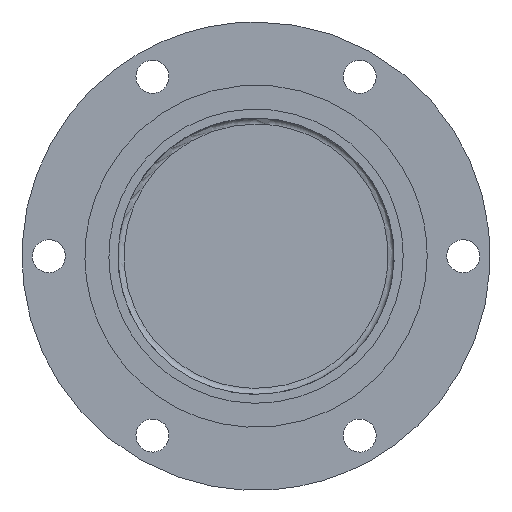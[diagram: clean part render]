
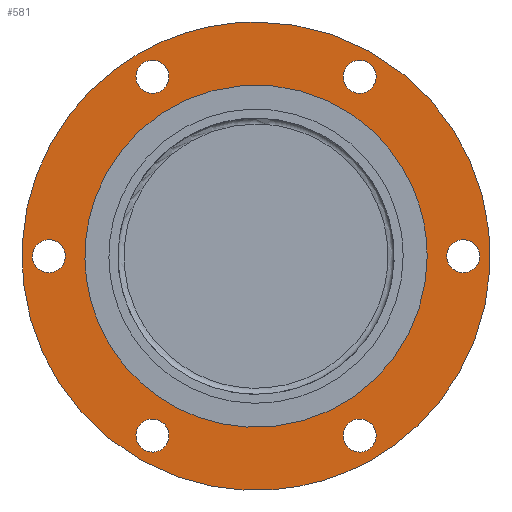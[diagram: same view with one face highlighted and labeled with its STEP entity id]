
A CAD part, left-side view. The second image highlights one B-rep face of the part: STEP entity #581.
In plain terms, the highlighted planar face has unit normal (-1, 0, 0).
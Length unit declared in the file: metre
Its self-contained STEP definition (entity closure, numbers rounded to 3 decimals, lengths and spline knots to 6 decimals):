
#12=PLANE('',#13);
#13=AXIS2_PLACEMENT_3D('',#14,#15,#16);
#14=CARTESIAN_POINT('',(0.0,0.0,0.039));
#15=DIRECTION('',(-1.0,0.0,0.0));
#16=DIRECTION('',(0.0,0.0,1.0));
#185=CARTESIAN_POINT('',(0.0,-0.0285,0.0));
#189=EDGE_CURVE('',#190,#190,#192,.T.);
#190=VERTEX_POINT('',#191);
#191=CARTESIAN_POINT('',(0.0,-0.0285,0.0));
#192=(B_SPLINE_CURVE(3,(#185,#193,#194,#195,#196,#197,#198),.UNSPECIFIED.,
  .T.,.U.)B_SPLINE_CURVE_WITH_KNOTS((4,3,4),(0.0,0.5,1.0),.UNSPECIFIED.)BOUNDED_CURVE(
  )CURVE()GEOMETRIC_REPRESENTATION_ITEM()RATIONAL_B_SPLINE_CURVE((1.0,
  0.333,0.333,1.0,0.333,
  0.333,1.0))REPRESENTATION_ITEM(''));
#193=CARTESIAN_POINT('',(0.0,-0.0285,-0.057));
#194=CARTESIAN_POINT('',(0.0,0.0285,-0.057));
#195=CARTESIAN_POINT('',(0.0,0.0285,-0.0));
#196=CARTESIAN_POINT('',(0.0,0.0285,0.057));
#197=CARTESIAN_POINT('',(0.0,-0.0285,0.057));
#198=CARTESIAN_POINT('',(0.0,-0.0285,0.0));
#368=VERTEX_POINT('',#369);
#369=CARTESIAN_POINT('',(0.0,0.0,0.039));
#377=CARTESIAN_POINT('',(0.0,0.0,0.039));
#378=EDGE_CURVE('',#368,#368,#379,.T.);
#379=(B_SPLINE_CURVE(3,(#377,#380,#381,#382,#383,#384,#385),.UNSPECIFIED.,
  .T.,.U.)B_SPLINE_CURVE_WITH_KNOTS((4,3,4),(0.0,0.5,1.0),.UNSPECIFIED.)BOUNDED_CURVE(
  )CURVE()GEOMETRIC_REPRESENTATION_ITEM()RATIONAL_B_SPLINE_CURVE((1.0,
  0.333,0.333,1.0,0.333,
  0.333,1.0))REPRESENTATION_ITEM(''));
#380=CARTESIAN_POINT('',(0.0,-0.078,0.039));
#381=CARTESIAN_POINT('',(0.0,-0.078,-0.039));
#382=CARTESIAN_POINT('',(0.0,0.0,-0.039));
#383=CARTESIAN_POINT('',(0.0,0.078,-0.039));
#384=CARTESIAN_POINT('',(0.0,0.078,0.039));
#385=CARTESIAN_POINT('',(0.0,0.0,0.039));
#403=CARTESIAN_POINT('',(-0.0,-0.0345,-0.00275));
#407=EDGE_CURVE('',#408,#408,#410,.T.);
#408=VERTEX_POINT('fictive',#409);
#409=CARTESIAN_POINT('',(-0.0,-0.0345,-0.00275));
#410=(B_SPLINE_CURVE(3,(#403,#411,#412,#413,#414,#415,#416),.UNSPECIFIED.,
  .T.,.U.)B_SPLINE_CURVE_WITH_KNOTS((4,3,4),(0.0,0.5,1.0),.UNSPECIFIED.)BOUNDED_CURVE(
  )CURVE()GEOMETRIC_REPRESENTATION_ITEM()RATIONAL_B_SPLINE_CURVE((1.0,
  0.333,0.333,1.0,0.333,
  0.333,1.0))REPRESENTATION_ITEM(''));
#411=CARTESIAN_POINT('',(-0.0,-0.029,-0.00275));
#412=CARTESIAN_POINT('',(-0.0,-0.029,0.00275));
#413=CARTESIAN_POINT('',(-0.0,-0.0345,0.00275));
#414=CARTESIAN_POINT('',(-0.0,-0.04,0.00275));
#415=CARTESIAN_POINT('',(-0.0,-0.04,-0.00275));
#416=CARTESIAN_POINT('',(-0.0,-0.0345,-0.00275));
#434=CARTESIAN_POINT('',(-0.0,-0.01725,0.027128));
#438=EDGE_CURVE('',#439,#439,#441,.T.);
#439=VERTEX_POINT('fictive',#440);
#440=CARTESIAN_POINT('',(-0.0,-0.01725,0.027128));
#441=(B_SPLINE_CURVE(3,(#434,#442,#443,#444,#445,#446,#447),.UNSPECIFIED.,
  .T.,.U.)B_SPLINE_CURVE_WITH_KNOTS((4,3,4),(0.0,0.5,1.0),.UNSPECIFIED.)BOUNDED_CURVE(
  )CURVE()GEOMETRIC_REPRESENTATION_ITEM()RATIONAL_B_SPLINE_CURVE((1.0,
  0.333,0.333,1.0,0.333,
  0.333,1.0))REPRESENTATION_ITEM(''));
#442=CARTESIAN_POINT('',(-0.0,-0.01175,0.027128));
#443=CARTESIAN_POINT('',(-0.0,-0.01175,0.032628));
#444=CARTESIAN_POINT('',(-0.0,-0.01725,0.032628));
#445=CARTESIAN_POINT('',(-0.0,-0.02275,0.032628));
#446=CARTESIAN_POINT('',(-0.0,-0.02275,0.027128));
#447=CARTESIAN_POINT('',(-0.0,-0.01725,0.027128));
#465=CARTESIAN_POINT('',(-0.0,0.01725,0.027128));
#469=EDGE_CURVE('',#470,#470,#472,.T.);
#470=VERTEX_POINT('fictive',#471);
#471=CARTESIAN_POINT('',(-0.0,0.01725,0.027128));
#472=(B_SPLINE_CURVE(3,(#465,#473,#474,#475,#476,#477,#478),.UNSPECIFIED.,
  .T.,.U.)B_SPLINE_CURVE_WITH_KNOTS((4,3,4),(0.0,0.5,1.0),.UNSPECIFIED.)BOUNDED_CURVE(
  )CURVE()GEOMETRIC_REPRESENTATION_ITEM()RATIONAL_B_SPLINE_CURVE((1.0,
  0.333,0.333,1.0,0.333,
  0.333,1.0))REPRESENTATION_ITEM(''));
#473=CARTESIAN_POINT('',(-0.0,0.02275,0.027128));
#474=CARTESIAN_POINT('',(-0.0,0.02275,0.032628));
#475=CARTESIAN_POINT('',(-0.0,0.01725,0.032628));
#476=CARTESIAN_POINT('',(-0.0,0.01175,0.032628));
#477=CARTESIAN_POINT('',(-0.0,0.01175,0.027128));
#478=CARTESIAN_POINT('',(-0.0,0.01725,0.027128));
#496=CARTESIAN_POINT('',(-0.0,0.0345,-0.00275));
#500=EDGE_CURVE('',#501,#501,#503,.T.);
#501=VERTEX_POINT('fictive',#502);
#502=CARTESIAN_POINT('',(-0.0,0.0345,-0.00275));
#503=(B_SPLINE_CURVE(3,(#496,#504,#505,#506,#507,#508,#509),.UNSPECIFIED.,
  .T.,.U.)B_SPLINE_CURVE_WITH_KNOTS((4,3,4),(0.0,0.5,1.0),.UNSPECIFIED.)BOUNDED_CURVE(
  )CURVE()GEOMETRIC_REPRESENTATION_ITEM()RATIONAL_B_SPLINE_CURVE((1.0,
  0.333,0.333,1.0,0.333,
  0.333,1.0))REPRESENTATION_ITEM(''));
#504=CARTESIAN_POINT('',(-0.0,0.04,-0.00275));
#505=CARTESIAN_POINT('',(-0.0,0.04,0.00275));
#506=CARTESIAN_POINT('',(-0.0,0.0345,0.00275));
#507=CARTESIAN_POINT('',(-0.0,0.029,0.00275));
#508=CARTESIAN_POINT('',(-0.0,0.029,-0.00275));
#509=CARTESIAN_POINT('',(-0.0,0.0345,-0.00275));
#527=CARTESIAN_POINT('',(-0.0,0.01725,-0.032628));
#531=EDGE_CURVE('',#532,#532,#534,.T.);
#532=VERTEX_POINT('fictive',#533);
#533=CARTESIAN_POINT('',(-0.0,0.01725,-0.032628));
#534=(B_SPLINE_CURVE(3,(#527,#535,#536,#537,#538,#539,#540),.UNSPECIFIED.,
  .T.,.U.)B_SPLINE_CURVE_WITH_KNOTS((4,3,4),(0.0,0.5,1.0),.UNSPECIFIED.)BOUNDED_CURVE(
  )CURVE()GEOMETRIC_REPRESENTATION_ITEM()RATIONAL_B_SPLINE_CURVE((1.0,
  0.333,0.333,1.0,0.333,
  0.333,1.0))REPRESENTATION_ITEM(''));
#535=CARTESIAN_POINT('',(-0.0,0.02275,-0.032628));
#536=CARTESIAN_POINT('',(-0.0,0.02275,-0.027128));
#537=CARTESIAN_POINT('',(-0.0,0.01725,-0.027128));
#538=CARTESIAN_POINT('',(-0.0,0.01175,-0.027128));
#539=CARTESIAN_POINT('',(-0.0,0.01175,-0.032628));
#540=CARTESIAN_POINT('',(-0.0,0.01725,-0.032628));
#558=CARTESIAN_POINT('',(-0.0,-0.01725,-0.032628));
#562=EDGE_CURVE('',#563,#563,#565,.T.);
#563=VERTEX_POINT('fictive',#564);
#564=CARTESIAN_POINT('',(-0.0,-0.01725,-0.032628));
#565=(B_SPLINE_CURVE(3,(#558,#566,#567,#568,#569,#570,#571),.UNSPECIFIED.,
  .T.,.U.)B_SPLINE_CURVE_WITH_KNOTS((4,3,4),(0.0,0.5,1.0),.UNSPECIFIED.)BOUNDED_CURVE(
  )CURVE()GEOMETRIC_REPRESENTATION_ITEM()RATIONAL_B_SPLINE_CURVE((1.0,
  0.333,0.333,1.0,0.333,
  0.333,1.0))REPRESENTATION_ITEM(''));
#566=CARTESIAN_POINT('',(-0.0,-0.01175,-0.032628));
#567=CARTESIAN_POINT('',(-0.0,-0.01175,-0.027128));
#568=CARTESIAN_POINT('',(-0.0,-0.01725,-0.027128));
#569=CARTESIAN_POINT('',(-0.0,-0.02275,-0.027128));
#570=CARTESIAN_POINT('',(-0.0,-0.02275,-0.032628));
#571=CARTESIAN_POINT('',(-0.0,-0.01725,-0.032628));
#580=FACE_BOUND('',#582,.T.);
#581=ADVANCED_FACE('',(#580,#584,#587,#590,#593,#596,#599,#602),#12,.T.);
#582=EDGE_LOOP('',(#583));
#583=ORIENTED_EDGE('',*,*,#189,.T.);
#584=FACE_BOUND('',#585,.T.);
#585=EDGE_LOOP('',(#586));
#586=ORIENTED_EDGE('',*,*,#562,.T.);
#587=FACE_BOUND('',#588,.T.);
#588=EDGE_LOOP('',(#589));
#589=ORIENTED_EDGE('',*,*,#531,.T.);
#590=FACE_BOUND('',#591,.T.);
#591=EDGE_LOOP('',(#592));
#592=ORIENTED_EDGE('',*,*,#500,.T.);
#593=FACE_BOUND('',#594,.T.);
#594=EDGE_LOOP('',(#595));
#595=ORIENTED_EDGE('',*,*,#469,.T.);
#596=FACE_BOUND('',#597,.T.);
#597=EDGE_LOOP('',(#598));
#598=ORIENTED_EDGE('',*,*,#438,.T.);
#599=FACE_BOUND('',#600,.T.);
#600=EDGE_LOOP('',(#601));
#601=ORIENTED_EDGE('',*,*,#407,.T.);
#602=FACE_OUTER_BOUND('',#603,.T.);
#603=EDGE_LOOP('',(#604));
#604=ORIENTED_EDGE('',*,*,#378,.F.);
